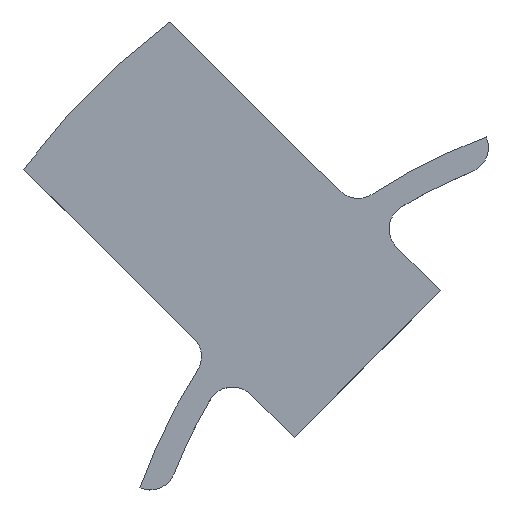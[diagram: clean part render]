
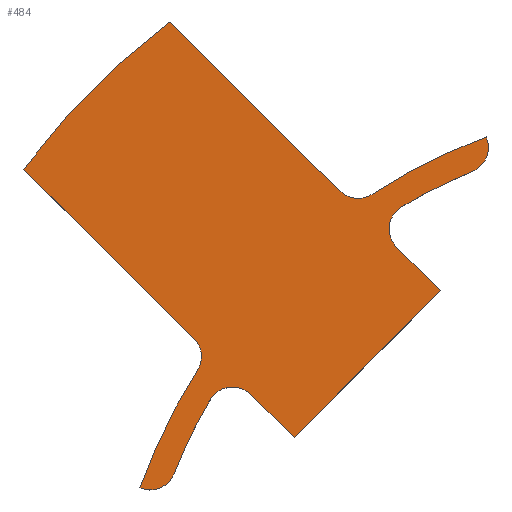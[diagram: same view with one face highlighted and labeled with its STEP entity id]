
A CAD part, top view. The second image highlights one B-rep face of the part: STEP entity #484.
In plain terms, the highlighted planar face has unit normal (0, 0, 1).
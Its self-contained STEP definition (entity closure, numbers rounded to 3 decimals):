
#287=CARTESIAN_POINT('',(90.749,-235.187,13.95));
#288=VERTEX_POINT('',#287);
#289=CARTESIAN_POINT('',(89.071,-233.521,13.95));
#290=VERTEX_POINT('',#289);
#291=CARTESIAN_POINT('',(90.749,-235.187,13.95));
#292=DIRECTION('',(-0.71,0.704,-0.));
#293=VECTOR('',#292,2.365);
#294=LINE('',#291,#293);
#295=EDGE_CURVE('',#288,#290,#294,.T.);
#313=CARTESIAN_POINT('',(100.,-250.,13.95));
#314=DIRECTION('',(0.,0.,-1.));
#315=DIRECTION('',(-1.,0.,-0.));
#316=AXIS2_PLACEMENT_3D('',#313,#314,#315);
#317=PLANE('',#316);
#318=CARTESIAN_POINT('',(85.115,-240.866,13.95));
#319=VERTEX_POINT('',#318);
#320=CARTESIAN_POINT('',(90.749,-235.187,13.95));
#321=DIRECTION('',(-0.704,-0.71,-0.));
#322=VECTOR('',#321,8.);
#323=LINE('',#320,#322);
#324=EDGE_CURVE('',#288,#319,#323,.T.);
#325=ORIENTED_EDGE('',*,*,#324,.F.);
#326=ORIENTED_EDGE('',*,*,#295,.T.);
#327=CARTESIAN_POINT('',(89.264,-231.952,13.95));
#328=VERTEX_POINT('',#327);
#329=CARTESIAN_POINT('',(89.775,-232.811,13.95));
#330=DIRECTION('',(0.,0.,-1.));
#331=DIRECTION('',(-1.,0.,-0.));
#332=AXIS2_PLACEMENT_3D('',#329,#330,#331);
#333=CIRCLE('',#332,1.);
#334=EDGE_CURVE('',#290,#328,#333,.T.);
#335=ORIENTED_EDGE('',*,*,#334,.T.);
#336=CARTESIAN_POINT('',(91.986,-230.589,13.95));
#337=VERTEX_POINT('',#336);
#338=CARTESIAN_POINT('',(100.,-250.,13.95));
#339=DIRECTION('',(-0.,-0.,1.));
#340=DIRECTION('',(-1.,0.,-0.));
#341=AXIS2_PLACEMENT_3D('',#338,#339,#340);
#342=CIRCLE('',#341,21.);
#343=EDGE_CURVE('',#337,#328,#342,.T.);
#344=ORIENTED_EDGE('',*,*,#343,.F.);
#345=CARTESIAN_POINT('',(92.604,-229.665,13.95));
#346=VERTEX_POINT('',#345);
#347=CARTESIAN_POINT('',(91.604,-229.665,13.95));
#348=DIRECTION('',(0.,0.,-1.));
#349=DIRECTION('',(-1.,0.,-0.));
#350=AXIS2_PLACEMENT_3D('',#347,#348,#349);
#351=CIRCLE('',#350,1.);
#352=EDGE_CURVE('',#346,#337,#351,.T.);
#353=ORIENTED_EDGE('',*,*,#352,.F.);
#354=CARTESIAN_POINT('',(92.535,-229.3,13.95));
#355=VERTEX_POINT('',#354);
#356=CARTESIAN_POINT('',(91.604,-229.665,13.95));
#357=DIRECTION('',(0.,0.,-1.));
#358=DIRECTION('',(-1.,0.,-0.));
#359=AXIS2_PLACEMENT_3D('',#356,#357,#358);
#360=CIRCLE('',#359,1.);
#361=EDGE_CURVE('',#355,#346,#360,.T.);
#362=ORIENTED_EDGE('',*,*,#361,.F.);
#363=CARTESIAN_POINT('',(92.52,-229.26,13.95));
#364=VERTEX_POINT('',#363);
#365=CARTESIAN_POINT('',(92.535,-229.3,13.95));
#366=DIRECTION('',(-0.365,0.931,-0.));
#367=VECTOR('',#366,0.042);
#368=LINE('',#365,#367);
#369=EDGE_CURVE('',#355,#364,#368,.T.);
#370=ORIENTED_EDGE('',*,*,#369,.T.);
#371=CARTESIAN_POINT('',(88.12,-231.469,13.95));
#372=VERTEX_POINT('',#371);
#373=CARTESIAN_POINT('',(100.355,-250.352,13.95));
#374=DIRECTION('',(-0.,-0.,1.));
#375=DIRECTION('',(-1.,0.,-0.));
#376=AXIS2_PLACEMENT_3D('',#373,#374,#375);
#377=CIRCLE('',#376,22.5);
#378=EDGE_CURVE('',#364,#372,#377,.T.);
#379=ORIENTED_EDGE('',*,*,#378,.T.);
#380=CARTESIAN_POINT('',(86.872,-231.34,13.95));
#381=VERTEX_POINT('',#380);
#382=CARTESIAN_POINT('',(87.577,-230.63,13.95));
#383=DIRECTION('',(-0.,-0.,1.));
#384=DIRECTION('',(-1.,0.,-0.));
#385=AXIS2_PLACEMENT_3D('',#382,#383,#384);
#386=CIRCLE('',#385,1.);
#387=EDGE_CURVE('',#381,#372,#386,.T.);
#388=ORIENTED_EDGE('',*,*,#387,.F.);
#389=CARTESIAN_POINT('',(80.305,-224.824,13.95));
#390=VERTEX_POINT('',#389);
#391=CARTESIAN_POINT('',(86.872,-231.34,13.95));
#392=DIRECTION('',(-0.71,0.704,-0.));
#393=VECTOR('',#392,9.251);
#394=LINE('',#391,#393);
#395=EDGE_CURVE('',#381,#390,#394,.T.);
#396=ORIENTED_EDGE('',*,*,#395,.T.);
#397=CARTESIAN_POINT('',(74.671,-230.503,13.95));
#398=VERTEX_POINT('',#397);
#399=CARTESIAN_POINT('',(97.161,-247.183,13.95));
#400=DIRECTION('',(0.,0.,-1.));
#401=DIRECTION('',(-1.,0.,-0.));
#402=AXIS2_PLACEMENT_3D('',#399,#400,#401);
#403=CIRCLE('',#402,28.);
#404=EDGE_CURVE('',#398,#390,#403,.T.);
#405=ORIENTED_EDGE('',*,*,#404,.F.);
#406=CARTESIAN_POINT('',(81.238,-237.019,13.95));
#407=VERTEX_POINT('',#406);
#408=CARTESIAN_POINT('',(74.671,-230.503,13.95));
#409=DIRECTION('',(0.71,-0.704,0.));
#410=VECTOR('',#409,9.251);
#411=LINE('',#408,#410);
#412=EDGE_CURVE('',#398,#407,#411,.T.);
#413=ORIENTED_EDGE('',*,*,#412,.T.);
#414=CARTESIAN_POINT('',(81.533,-237.729,13.95));
#415=VERTEX_POINT('',#414);
#416=CARTESIAN_POINT('',(80.533,-237.729,13.95));
#417=DIRECTION('',(0.,0.,-1.));
#418=DIRECTION('',(-1.,0.,-0.));
#419=AXIS2_PLACEMENT_3D('',#416,#417,#418);
#420=CIRCLE('',#419,1.);
#421=EDGE_CURVE('',#407,#415,#420,.T.);
#422=ORIENTED_EDGE('',*,*,#421,.T.);
#423=CARTESIAN_POINT('',(81.377,-238.266,13.95));
#424=VERTEX_POINT('',#423);
#425=CARTESIAN_POINT('',(80.533,-237.729,13.95));
#426=DIRECTION('',(0.,0.,-1.));
#427=DIRECTION('',(-1.,0.,-0.));
#428=AXIS2_PLACEMENT_3D('',#425,#426,#427);
#429=CIRCLE('',#428,1.);
#430=EDGE_CURVE('',#415,#424,#429,.T.);
#431=ORIENTED_EDGE('',*,*,#430,.T.);
#432=CARTESIAN_POINT('',(79.161,-242.799,13.95));
#433=VERTEX_POINT('',#432);
#434=CARTESIAN_POINT('',(100.355,-250.352,13.95));
#435=DIRECTION('',(0.,0.,-1.));
#436=DIRECTION('',(-1.,0.,-0.));
#437=AXIS2_PLACEMENT_3D('',#434,#435,#436);
#438=CIRCLE('',#437,22.5);
#439=EDGE_CURVE('',#433,#424,#438,.T.);
#440=ORIENTED_EDGE('',*,*,#439,.F.);
#441=CARTESIAN_POINT('',(79.201,-242.814,13.95));
#442=VERTEX_POINT('',#441);
#443=CARTESIAN_POINT('',(79.201,-242.814,13.95));
#444=DIRECTION('',(-0.936,0.353,-0.));
#445=VECTOR('',#444,0.043);
#446=LINE('',#443,#445);
#447=EDGE_CURVE('',#442,#433,#446,.T.);
#448=ORIENTED_EDGE('',*,*,#447,.F.);
#449=CARTESIAN_POINT('',(80.483,-242.247,13.95));
#450=VERTEX_POINT('',#449);
#451=CARTESIAN_POINT('',(79.554,-241.878,13.95));
#452=DIRECTION('',(0.,0.,-1.));
#453=DIRECTION('',(-1.,0.,-0.));
#454=AXIS2_PLACEMENT_3D('',#451,#452,#453);
#455=CIRCLE('',#454,1.);
#456=EDGE_CURVE('',#450,#442,#455,.T.);
#457=ORIENTED_EDGE('',*,*,#456,.F.);
#458=CARTESIAN_POINT('',(81.868,-239.406,13.95));
#459=VERTEX_POINT('',#458);
#460=CARTESIAN_POINT('',(100.,-250.,13.95));
#461=DIRECTION('',(0.,0.,-1.));
#462=DIRECTION('',(-1.,0.,-0.));
#463=AXIS2_PLACEMENT_3D('',#460,#461,#462);
#464=CIRCLE('',#463,21.);
#465=EDGE_CURVE('',#450,#459,#464,.T.);
#466=ORIENTED_EDGE('',*,*,#465,.T.);
#467=CARTESIAN_POINT('',(83.436,-239.2,13.95));
#468=VERTEX_POINT('',#467);
#469=CARTESIAN_POINT('',(82.732,-239.91,13.95));
#470=DIRECTION('',(0.,0.,-1.));
#471=DIRECTION('',(-1.,0.,-0.));
#472=AXIS2_PLACEMENT_3D('',#469,#470,#471);
#473=CIRCLE('',#472,1.);
#474=EDGE_CURVE('',#459,#468,#473,.T.);
#475=ORIENTED_EDGE('',*,*,#474,.T.);
#476=CARTESIAN_POINT('',(85.115,-240.866,13.95));
#477=DIRECTION('',(-0.71,0.704,-0.));
#478=VECTOR('',#477,2.365);
#479=LINE('',#476,#478);
#480=EDGE_CURVE('',#319,#468,#479,.T.);
#481=ORIENTED_EDGE('',*,*,#480,.F.);
#482=EDGE_LOOP('',(#325,#326,#335,#344,#353,#362,#370,#379,#388,#396,#405,#413,#422,#431,#440,#448,#457,#466,#475,#481));
#483=FACE_BOUND('',#482,.T.);
#484=ADVANCED_FACE('',(#483),#317,.F.);
